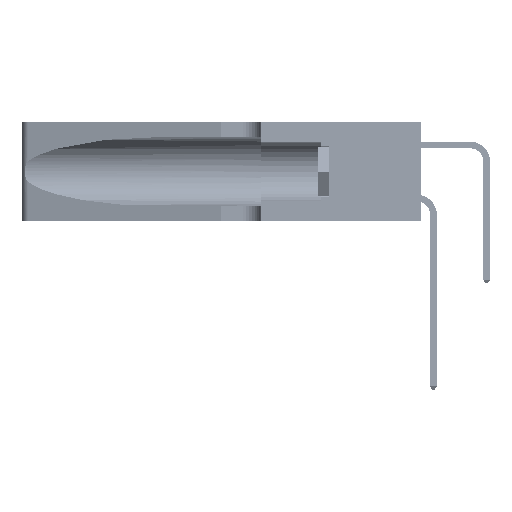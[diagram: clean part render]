
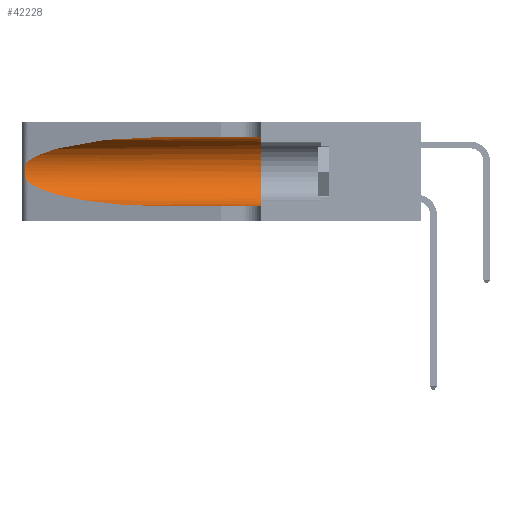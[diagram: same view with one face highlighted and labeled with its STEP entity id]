
A CAD part, left-side view. The second image highlights one B-rep face of the part: STEP entity #42228.
In plain terms, the highlighted cylindrical face has radius 3.308 mm (diameter 6.617 mm), a partial arc.
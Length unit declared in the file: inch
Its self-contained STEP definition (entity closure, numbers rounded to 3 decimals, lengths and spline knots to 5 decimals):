
#706 = CARTESIAN_POINT ( 'NONE',  ( 0.1305, 0.72297, 0.31525 ) ) ;
#1766 = ORIENTED_EDGE ( 'NONE', *, *, #23446, .F. ) ;
#2143 = CARTESIAN_POINT ( 'NONE',  ( 0.1305, 1.61858, 0.31525 ) ) ;
#2413 = CARTESIAN_POINT ( 'NONE',  ( 0.1305, 0.72297, 0.05475 ) ) ;
#2859 = VERTEX_POINT ( 'NONE', #9903 ) ;
#3609 = CARTESIAN_POINT ( 'NONE',  ( 0.25854, 1.2359, 0.20912 ) ) ;
#6292 = VERTEX_POINT ( 'NONE', #14731 ) ;
#6670 =( BOUNDED_CURVE ( )  B_SPLINE_CURVE ( 3, ( #43327, #47386, #23293, #51407 ),
 .UNSPECIFIED., .F., .F. ) 
 B_SPLINE_CURVE_WITH_KNOTS ( ( 4, 4 ),
 ( 1.5708, 2.84003 ),
 .UNSPECIFIED. ) 
 CURVE ( )  GEOMETRIC_REPRESENTATION_ITEM ( )  RATIONAL_B_SPLINE_CURVE ( ( 1., 0.87, 0.87, 1. ) ) 
 REPRESENTATION_ITEM ( '' )  );
#7773 = CARTESIAN_POINT ( 'NONE',  ( 0.26075, 1.23896, 0.19203 ) ) ;
#9903 = CARTESIAN_POINT ( 'NONE',  ( 0.1305, 0.35, 0.31525 ) ) ;
#11435 = CARTESIAN_POINT ( 'NONE',  ( 0.1305, 0.35, 0.185 ) ) ;
#11875 = CARTESIAN_POINT ( 'NONE',  ( 0.26017, 1.23833, 0.17102 ) ) ;
#12784 = CIRCLE ( 'NONE', #23685, 0.13025 ) ;
#13029 = LINE ( 'NONE', #33125, #42587 ) ;
#13403 = DIRECTION ( 'NONE',  ( 0., -1., 0. ) ) ;
#13903 = EDGE_CURVE ( 'NONE', #28359, #6292, #20039, .T. ) ;
#14731 = CARTESIAN_POINT ( 'NONE',  ( 0.25487, 1.22718, 0.14631 ) ) ;
#15019 = CARTESIAN_POINT ( 'NONE',  ( 0.1305, 0.35, 0.05475 ) ) ;
#15513 = DIRECTION ( 'NONE',  ( 0., 0., 1. ) ) ;
#15969 = CARTESIAN_POINT ( 'NONE',  ( 0.25789, 1.23486, 0.15765 ) ) ;
#18384 = ORIENTED_EDGE ( 'NONE', *, *, #26487, .T. ) ;
#19177 = EDGE_LOOP ( 'NONE', ( #18384, #44320, #37072, #48669, #1766, #49947 ) ) ;
#19838 = CARTESIAN_POINT ( 'NONE',  ( 0.25487, 1.22718, 0.22369 ) ) ;
#20017 = CARTESIAN_POINT ( 'NONE',  ( 0.25555, 1.22993, 0.14849 ) ) ;
#20039 = B_SPLINE_CURVE_WITH_KNOTS ( 'NONE', 3,
 ( #19838, #43907, #51991, #27943, #3609, #31953, #7773, #36010, #11875, #40026, #15969, #44078, #20017, #48124 ),
 .UNSPECIFIED., .F., .F.,
 ( 4, 2, 2, 2, 2, 2, 4 ),
 ( 0., 0.00027, 0.00053, 0.00107, 0.0016, 0.00187, 0.00214 ),
 .UNSPECIFIED. ) ;
#22684 = CARTESIAN_POINT ( 'NONE',  ( 0.25487, 1.22718, 0.14631 ) ) ;
#23293 = CARTESIAN_POINT ( 'NONE',  ( 0.2373, 1.15595, 0.28018 ) ) ;
#23446 = EDGE_CURVE ( 'NONE', #2859, #28709, #12784, .T. ) ;
#23685 = AXIS2_PLACEMENT_3D ( 'NONE', #11435, #39595, #15513 ) ;
#26383 = EDGE_CURVE ( 'NONE', #47485, #2859, #44107, .T. ) ;
#26487 = EDGE_CURVE ( 'NONE', #47485, #28359, #6670, .T. ) ;
#26512 = DIRECTION ( 'NONE',  ( 0., -1., 0. ) ) ;
#26766 = CARTESIAN_POINT ( 'NONE',  ( 0.18966, 0.96281, 0.05475 ) ) ;
#27943 = CARTESIAN_POINT ( 'NONE',  ( 0.25787, 1.23484, 0.2124 ) ) ;
#28359 = VERTEX_POINT ( 'NONE', #31398 ) ;
#28619 = EDGE_CURVE ( 'NONE', #28845, #28709, #13029, .T. ) ;
#28709 = VERTEX_POINT ( 'NONE', #15019 ) ;
#28845 = VERTEX_POINT ( 'NONE', #44012 ) ;
#31398 = CARTESIAN_POINT ( 'NONE',  ( 0.25487, 1.22718, 0.22369 ) ) ;
#31953 = CARTESIAN_POINT ( 'NONE',  ( 0.26018, 1.23835, 0.19895 ) ) ;
#31993 = AXIS2_PLACEMENT_3D ( 'NONE', #37488, #13403, #41528 ) ;
#33125 = CARTESIAN_POINT ( 'NONE',  ( 0.1305, 1.61858, 0.05475 ) ) ;
#36010 = CARTESIAN_POINT ( 'NONE',  ( 0.26075, 1.23896, 0.178 ) ) ;
#37072 = ORIENTED_EDGE ( 'NONE', *, *, #45863, .T. ) ;
#37488 = CARTESIAN_POINT ( 'NONE',  ( 0.1305, 1.61858, 0.185 ) ) ;
#39595 = DIRECTION ( 'NONE',  ( 0., 1., 0. ) ) ;
#40026 = CARTESIAN_POINT ( 'NONE',  ( 0.25856, 1.23593, 0.16098 ) ) ;
#41528 = DIRECTION ( 'NONE',  ( 0., 0., -1. ) ) ;
#41602 = VECTOR ( 'NONE', #26512, 39.37008 ) ;
#42228 = ADVANCED_FACE ( 'NONE', ( #47631 ), #46382, .F. ) ;
#42587 = VECTOR ( 'NONE', #45264, 39.37008 ) ;
#42723 = CARTESIAN_POINT ( 'NONE',  ( 0.2373, 1.15595, 0.08982 ) ) ;
#43327 = CARTESIAN_POINT ( 'NONE',  ( 0.1305, 0.72297, 0.31525 ) ) ;
#43907 = CARTESIAN_POINT ( 'NONE',  ( 0.25555, 1.22994, 0.2215 ) ) ;
#44012 = CARTESIAN_POINT ( 'NONE',  ( 0.1305, 0.72297, 0.05475 ) ) ;
#44078 = CARTESIAN_POINT ( 'NONE',  ( 0.25639, 1.23186, 0.15144 ) ) ;
#44107 = LINE ( 'NONE', #2143, #41602 ) ;
#44320 = ORIENTED_EDGE ( 'NONE', *, *, #13903, .T. ) ;
#45264 = DIRECTION ( 'NONE',  ( 0., -1., 0. ) ) ;
#45797 =( BOUNDED_CURVE ( )  B_SPLINE_CURVE ( 3, ( #22684, #42723, #26766, #2413 ),
 .UNSPECIFIED., .F., .T. ) 
 B_SPLINE_CURVE_WITH_KNOTS ( ( 4, 4 ),
 ( 3.44316, 4.71239 ),
 .UNSPECIFIED. ) 
 CURVE ( )  GEOMETRIC_REPRESENTATION_ITEM ( )  RATIONAL_B_SPLINE_CURVE ( ( 1., 0.87, 0.87, 1. ) ) 
 REPRESENTATION_ITEM ( '' )  );
#45863 = EDGE_CURVE ( 'NONE', #6292, #28845, #45797, .T. ) ;
#46382 = CYLINDRICAL_SURFACE ( 'NONE', #31993, 0.13025 ) ;
#47386 = CARTESIAN_POINT ( 'NONE',  ( 0.18966, 0.96281, 0.31525 ) ) ;
#47485 = VERTEX_POINT ( 'NONE', #706 ) ;
#47631 = FACE_OUTER_BOUND ( 'NONE', #19177, .T. ) ;
#48124 = CARTESIAN_POINT ( 'NONE',  ( 0.25487, 1.22718, 0.14631 ) ) ;
#48669 = ORIENTED_EDGE ( 'NONE', *, *, #28619, .T. ) ;
#49947 = ORIENTED_EDGE ( 'NONE', *, *, #26383, .F. ) ;
#51407 = CARTESIAN_POINT ( 'NONE',  ( 0.25487, 1.22718, 0.22369 ) ) ;
#51991 = CARTESIAN_POINT ( 'NONE',  ( 0.25639, 1.23184, 0.21858 ) ) ;
